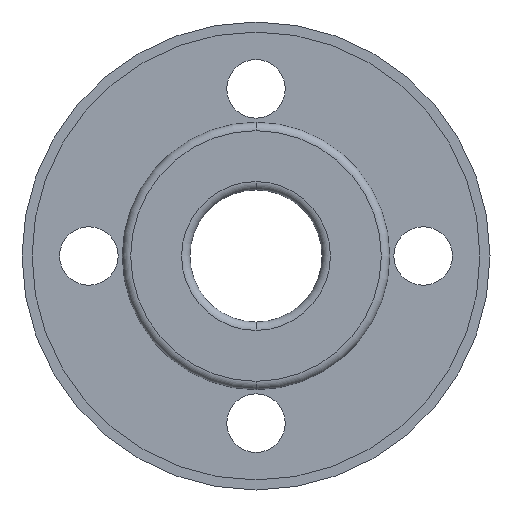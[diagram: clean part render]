
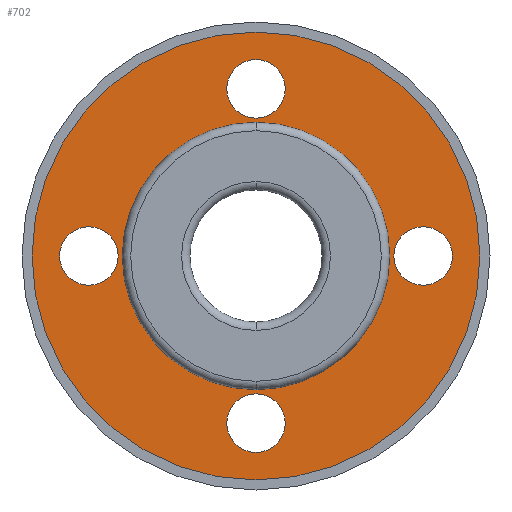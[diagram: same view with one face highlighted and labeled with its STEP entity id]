
A CAD part, front view. The second image highlights one B-rep face of the part: STEP entity #702.
In plain terms, the highlighted planar face has unit normal (0, -1, 0).
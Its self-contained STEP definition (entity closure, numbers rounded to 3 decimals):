
#4 = ORIENTED_EDGE ( 'NONE', *, *, #1236, .F. ) ;
#8 = DIRECTION ( 'NONE',  ( 0., -1., 0. ) ) ;
#45 = EDGE_CURVE ( 'NONE', #178, #819, #1150, .T. ) ;
#58 = AXIS2_PLACEMENT_3D ( 'NONE', #1026, #106, #925 ) ;
#62 = EDGE_CURVE ( 'NONE', #819, #178, #706, .T. ) ;
#75 = DIRECTION ( 'NONE',  ( 1., 0., 0. ) ) ;
#88 = EDGE_CURVE ( 'NONE', #671, #928, #1112, .T. ) ;
#98 = ORIENTED_EDGE ( 'NONE', *, *, #934, .T. ) ;
#106 = DIRECTION ( 'NONE',  ( 0., 1., 0. ) ) ;
#112 = DIRECTION ( 'NONE',  ( 0., 0., 1. ) ) ;
#119 = AXIS2_PLACEMENT_3D ( 'NONE', #1215, #185, #599 ) ;
#128 = DIRECTION ( 'NONE',  ( 0., 1., 0. ) ) ;
#143 = CARTESIAN_POINT ( 'NONE',  ( 0., 14., -67. ) ) ;
#149 = CARTESIAN_POINT ( 'NONE',  ( 0., 14., -50. ) ) ;
#151 = DIRECTION ( 'NONE',  ( 0., 0., -1. ) ) ;
#156 = ORIENTED_EDGE ( 'NONE', *, *, #564, .F. ) ;
#163 = DIRECTION ( 'NONE',  ( 0., 0., 1. ) ) ;
#165 = FACE_BOUND ( 'NONE', #1161, .T. ) ;
#178 = VERTEX_POINT ( 'NONE', #231 ) ;
#179 = CARTESIAN_POINT ( 'NONE',  ( 0., 14., -40. ) ) ;
#185 = DIRECTION ( 'NONE',  ( 0., -1., 0. ) ) ;
#217 = VERTEX_POINT ( 'NONE', #1156 ) ;
#231 = CARTESIAN_POINT ( 'NONE',  ( -58.75, 14., 0. ) ) ;
#243 = ORIENTED_EDGE ( 'NONE', *, *, #298, .F. ) ;
#261 = CARTESIAN_POINT ( 'NONE',  ( 0., 14., 67. ) ) ;
#281 = CARTESIAN_POINT ( 'NONE',  ( -50., 14., 0. ) ) ;
#287 = DIRECTION ( 'NONE',  ( 0., -1., 0. ) ) ;
#298 = EDGE_CURVE ( 'NONE', #678, #771, #359, .T. ) ;
#313 = ORIENTED_EDGE ( 'NONE', *, *, #821, .F. ) ;
#319 = AXIS2_PLACEMENT_3D ( 'NONE', #588, #992, #75 ) ;
#335 = ORIENTED_EDGE ( 'NONE', *, *, #45, .F. ) ;
#343 = DIRECTION ( 'NONE',  ( 0., -1., 0. ) ) ;
#347 = CARTESIAN_POINT ( 'NONE',  ( 0., 14., -58.75 ) ) ;
#349 = CARTESIAN_POINT ( 'NONE',  ( 58.75, 14., 0. ) ) ;
#354 = EDGE_LOOP ( 'NONE', ( #879, #619 ) ) ;
#359 = CIRCLE ( 'NONE', #709, 67. ) ;
#374 = AXIS2_PLACEMENT_3D ( 'NONE', #1188, #343, #151 ) ;
#384 = DIRECTION ( 'NONE',  ( 0., 0., 1. ) ) ;
#388 = AXIS2_PLACEMENT_3D ( 'NONE', #539, #940, #926 ) ;
#389 = EDGE_LOOP ( 'NONE', ( #243, #313 ) ) ;
#400 = ORIENTED_EDGE ( 'NONE', *, *, #88, .F. ) ;
#441 = CIRCLE ( 'NONE', #798, 40. ) ;
#539 = CARTESIAN_POINT ( 'NONE',  ( 0., 14., -50. ) ) ;
#550 = CIRCLE ( 'NONE', #746, 67. ) ;
#564 = EDGE_CURVE ( 'NONE', #982, #734, #965, .T. ) ;
#572 = FACE_BOUND ( 'NONE', #1228, .T. ) ;
#588 = CARTESIAN_POINT ( 'NONE',  ( 50., 14., 0. ) ) ;
#599 = DIRECTION ( 'NONE',  ( -1., 0., 0. ) ) ;
#603 = CIRCLE ( 'NONE', #987, 8.75 ) ;
#613 = DIRECTION ( 'NONE',  ( 0., -1., 0. ) ) ;
#619 = ORIENTED_EDGE ( 'NONE', *, *, #1159, .F. ) ;
#620 = CARTESIAN_POINT ( 'NONE',  ( 41.25, 14., 0. ) ) ;
#625 = CARTESIAN_POINT ( 'NONE',  ( 0., 14., 50. ) ) ;
#627 = CARTESIAN_POINT ( 'NONE',  ( 0., 14., 0. ) ) ;
#671 = VERTEX_POINT ( 'NONE', #349 ) ;
#678 = VERTEX_POINT ( 'NONE', #261 ) ;
#685 = EDGE_LOOP ( 'NONE', ( #757, #98 ) ) ;
#702 = ADVANCED_FACE ( 'NONE', ( #1087, #1169, #165, #572, #873, #983 ), #1070, .T. ) ;
#706 = CIRCLE ( 'NONE', #119, 8.75 ) ;
#707 = AXIS2_PLACEMENT_3D ( 'NONE', #149, #959, #981 ) ;
#709 = AXIS2_PLACEMENT_3D ( 'NONE', #783, #776, #874 ) ;
#714 = AXIS2_PLACEMENT_3D ( 'NONE', #625, #8, #847 ) ;
#726 = ORIENTED_EDGE ( 'NONE', *, *, #62, .F. ) ;
#734 = VERTEX_POINT ( 'NONE', #1194 ) ;
#746 = AXIS2_PLACEMENT_3D ( 'NONE', #627, #128, #112 ) ;
#750 = CARTESIAN_POINT ( 'NONE',  ( 0., 14., 40. ) ) ;
#756 = CARTESIAN_POINT ( 'NONE',  ( 0., 14., 0. ) ) ;
#757 = ORIENTED_EDGE ( 'NONE', *, *, #1081, .T. ) ;
#771 = VERTEX_POINT ( 'NONE', #143 ) ;
#776 = DIRECTION ( 'NONE',  ( 0., 1., 0. ) ) ;
#779 = CIRCLE ( 'NONE', #319, 8.75 ) ;
#783 = CARTESIAN_POINT ( 'NONE',  ( 0., 14., 0. ) ) ;
#798 = AXIS2_PLACEMENT_3D ( 'NONE', #756, #1186, #163 ) ;
#803 = CIRCLE ( 'NONE', #714, 8.75 ) ;
#819 = VERTEX_POINT ( 'NONE', #836 ) ;
#821 = EDGE_CURVE ( 'NONE', #771, #678, #550, .T. ) ;
#836 = CARTESIAN_POINT ( 'NONE',  ( -41.25, 14., 0. ) ) ;
#847 = DIRECTION ( 'NONE',  ( 0., 0., 1. ) ) ;
#873 = FACE_BOUND ( 'NONE', #685, .T. ) ;
#874 = DIRECTION ( 'NONE',  ( 0., 0., 1. ) ) ;
#879 = ORIENTED_EDGE ( 'NONE', *, *, #1283, .F. ) ;
#911 = VERTEX_POINT ( 'NONE', #750 ) ;
#912 = CARTESIAN_POINT ( 'NONE',  ( 0., 14., 41.25 ) ) ;
#925 = DIRECTION ( 'NONE',  ( 0., 0., 1. ) ) ;
#926 = DIRECTION ( 'NONE',  ( 0., 0., -1. ) ) ;
#928 = VERTEX_POINT ( 'NONE', #620 ) ;
#934 = EDGE_CURVE ( 'NONE', #1247, #911, #1200, .T. ) ;
#935 = AXIS2_PLACEMENT_3D ( 'NONE', #1052, #1242, #1143 ) ;
#940 = DIRECTION ( 'NONE',  ( 0., -1., 0. ) ) ;
#945 = ORIENTED_EDGE ( 'NONE', *, *, #1097, .F. ) ;
#959 = DIRECTION ( 'NONE',  ( 0., -1., 0. ) ) ;
#965 = CIRCLE ( 'NONE', #388, 8.75 ) ;
#971 = EDGE_LOOP ( 'NONE', ( #335, #726 ) ) ;
#981 = DIRECTION ( 'NONE',  ( 0., 0., -1. ) ) ;
#982 = VERTEX_POINT ( 'NONE', #347 ) ;
#983 = FACE_OUTER_BOUND ( 'NONE', #389, .T. ) ;
#987 = AXIS2_PLACEMENT_3D ( 'NONE', #1212, #613, #384 ) ;
#992 = DIRECTION ( 'NONE',  ( 0., -1., 0. ) ) ;
#1026 = CARTESIAN_POINT ( 'NONE',  ( 0., 14., 0. ) ) ;
#1052 = CARTESIAN_POINT ( 'NONE',  ( 50., 14., 0. ) ) ;
#1070 = PLANE ( 'NONE',  #374 ) ;
#1081 = EDGE_CURVE ( 'NONE', #911, #1247, #441, .T. ) ;
#1087 = FACE_BOUND ( 'NONE', #971, .T. ) ;
#1097 = EDGE_CURVE ( 'NONE', #734, #982, #1289, .T. ) ;
#1105 = DIRECTION ( 'NONE',  ( -1., 0., 0. ) ) ;
#1112 = CIRCLE ( 'NONE', #935, 8.75 ) ;
#1143 = DIRECTION ( 'NONE',  ( 1., 0., 0. ) ) ;
#1150 = CIRCLE ( 'NONE', #1333, 8.75 ) ;
#1156 = CARTESIAN_POINT ( 'NONE',  ( 0., 14., 58.75 ) ) ;
#1159 = EDGE_CURVE ( 'NONE', #1213, #217, #603, .T. ) ;
#1161 = EDGE_LOOP ( 'NONE', ( #400, #4 ) ) ;
#1169 = FACE_BOUND ( 'NONE', #354, .T. ) ;
#1186 = DIRECTION ( 'NONE',  ( 0., 1., 0. ) ) ;
#1188 = CARTESIAN_POINT ( 'NONE',  ( 0., 14., 0. ) ) ;
#1194 = CARTESIAN_POINT ( 'NONE',  ( 0., 14., -41.25 ) ) ;
#1200 = CIRCLE ( 'NONE', #58, 40. ) ;
#1212 = CARTESIAN_POINT ( 'NONE',  ( 0., 14., 50. ) ) ;
#1213 = VERTEX_POINT ( 'NONE', #912 ) ;
#1215 = CARTESIAN_POINT ( 'NONE',  ( -50., 14., 0. ) ) ;
#1228 = EDGE_LOOP ( 'NONE', ( #156, #945 ) ) ;
#1236 = EDGE_CURVE ( 'NONE', #928, #671, #779, .T. ) ;
#1242 = DIRECTION ( 'NONE',  ( 0., -1., 0. ) ) ;
#1247 = VERTEX_POINT ( 'NONE', #179 ) ;
#1283 = EDGE_CURVE ( 'NONE', #217, #1213, #803, .T. ) ;
#1289 = CIRCLE ( 'NONE', #707, 8.75 ) ;
#1333 = AXIS2_PLACEMENT_3D ( 'NONE', #281, #287, #1105 ) ;
